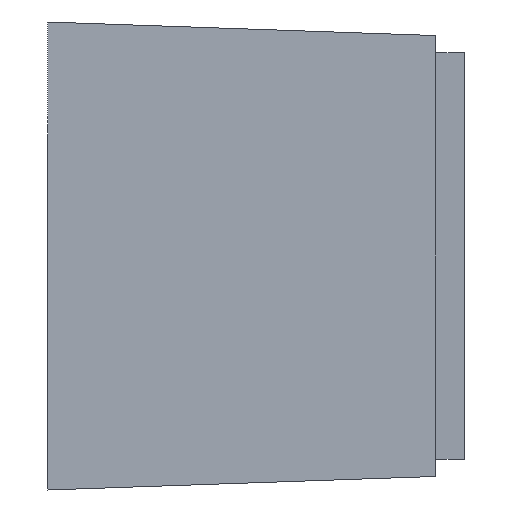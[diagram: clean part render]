
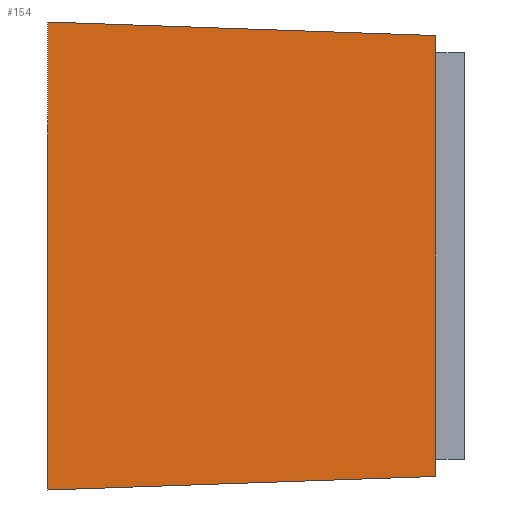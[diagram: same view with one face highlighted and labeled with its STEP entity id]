
A CAD part, front view. The second image highlights one B-rep face of the part: STEP entity #154.
In plain terms, the highlighted planar face has unit normal (0.035, -0.999, 0).
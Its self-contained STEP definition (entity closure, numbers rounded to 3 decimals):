
#111=FACE_OUTER_BOUND('',#453,.T.);
#154=ADVANCED_FACE('',(#111),#205,.T.);
#205=PLANE('',#1001);
#224=LINE('',#1389,#248);
#240=LINE('',#1503,#264);
#244=LINE('',#1512,#268);
#246=LINE('',#1515,#270);
#248=VECTOR('',#1086,1.);
#264=VECTOR('',#1218,1.);
#268=VECTOR('',#1224,1.);
#270=VECTOR('',#1228,1.);
#453=EDGE_LOOP('',(#620,#621,#622,#623));
#620=ORIENTED_EDGE('',*,*,#838,.F.);
#621=ORIENTED_EDGE('',*,*,#832,.T.);
#622=ORIENTED_EDGE('',*,*,#836,.T.);
#623=ORIENTED_EDGE('',*,*,#788,.F.);
#708=VERTEX_POINT('',#1390);
#709=VERTEX_POINT('',#1391);
#748=VERTEX_POINT('',#1504);
#749=VERTEX_POINT('',#1505);
#788=EDGE_CURVE('',#708,#709,#224,.T.);
#832=EDGE_CURVE('',#748,#749,#240,.T.);
#836=EDGE_CURVE('',#749,#709,#244,.T.);
#838=EDGE_CURVE('',#748,#708,#246,.T.);
#1001=AXIS2_PLACEMENT_3D('',#1516,#1229,#1230);
#1086=DIRECTION('',(0.,0.,1.));
#1218=DIRECTION('',(0.,0.,1.));
#1224=DIRECTION('',(-0.999,-0.035,0.035));
#1228=DIRECTION('',(-0.999,-0.035,-0.035));
#1229=DIRECTION('',(0.035,-0.999,0.));
#1230=DIRECTION('',(0.999,0.035,0.));
#1389=CARTESIAN_POINT('',(0.,-21.1,-9.95));
#1390=CARTESIAN_POINT('',(0.,-21.1,-9.95));
#1391=CARTESIAN_POINT('',(0.,-21.1,9.95));
#1503=CARTESIAN_POINT('',(16.5,-20.524,-9.95));
#1504=CARTESIAN_POINT('',(16.5,-20.524,-9.374));
#1505=CARTESIAN_POINT('',(16.5,-20.524,9.374));
#1512=CARTESIAN_POINT('',(0.693,-21.076,9.926));
#1515=CARTESIAN_POINT('',(1.47,-21.049,-9.899));
#1516=CARTESIAN_POINT('',(0.,-21.1,-9.95));
